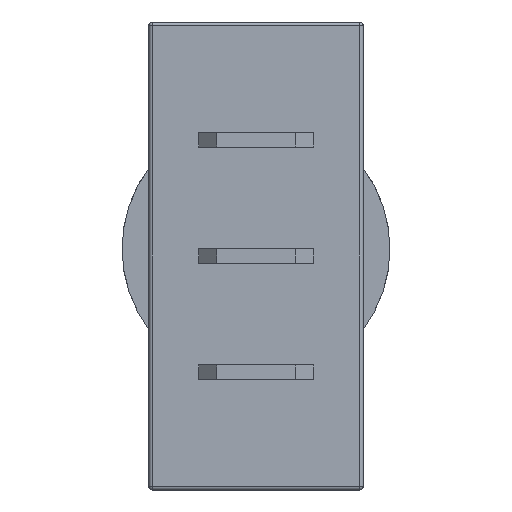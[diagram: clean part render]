
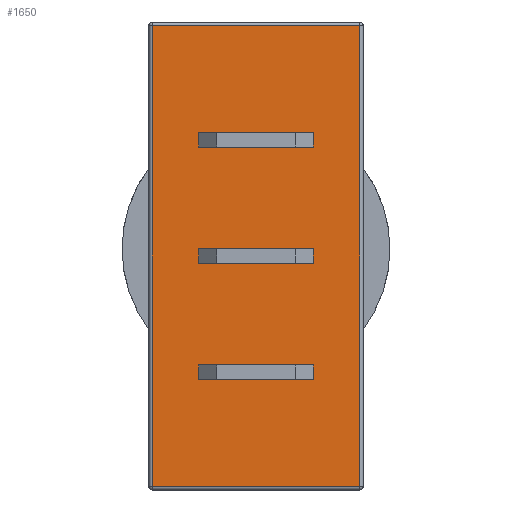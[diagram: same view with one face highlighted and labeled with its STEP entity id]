
A CAD part, front view. The second image highlights one B-rep face of the part: STEP entity #1650.
In plain terms, the highlighted planar face has unit normal (0, -1, 0).
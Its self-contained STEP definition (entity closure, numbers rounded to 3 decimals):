
#287=LINE('',#2420,#391);
#289=LINE('',#2428,#393);
#291=LINE('',#2438,#395);
#293=LINE('',#2447,#397);
#306=LINE('',#2484,#410);
#307=LINE('',#2486,#411);
#308=LINE('',#2488,#412);
#309=LINE('',#2489,#413);
#310=LINE('',#2492,#414);
#311=LINE('',#2494,#415);
#312=LINE('',#2496,#416);
#313=LINE('',#2497,#417);
#314=LINE('',#2500,#418);
#315=LINE('',#2502,#419);
#316=LINE('',#2504,#420);
#317=LINE('',#2505,#421);
#391=VECTOR('',#1950,10.);
#393=VECTOR('',#1958,10.);
#395=VECTOR('',#1970,10.);
#397=VECTOR('',#1982,10.);
#410=VECTOR('',#2019,10.);
#411=VECTOR('',#2020,10.);
#412=VECTOR('',#2021,10.);
#413=VECTOR('',#2022,10.);
#414=VECTOR('',#2023,10.);
#415=VECTOR('',#2024,10.);
#416=VECTOR('',#2025,10.);
#417=VECTOR('',#2026,10.);
#418=VECTOR('',#2027,10.);
#419=VECTOR('',#2028,10.);
#420=VECTOR('',#2029,10.);
#421=VECTOR('',#2030,10.);
#526=FACE_BOUND('',#645,.T.);
#527=FACE_BOUND('',#646,.T.);
#528=FACE_BOUND('',#647,.T.);
#556=FACE_OUTER_BOUND('',#644,.T.);
#644=EDGE_LOOP('',(#1231,#1232,#1233,#1234));
#645=EDGE_LOOP('',(#1235,#1236,#1237,#1238));
#646=EDGE_LOOP('',(#1239,#1240,#1241,#1242));
#647=EDGE_LOOP('',(#1243,#1244,#1245,#1246));
#830=VERTEX_POINT('',#2417);
#831=VERTEX_POINT('',#2419);
#834=VERTEX_POINT('',#2427);
#837=VERTEX_POINT('',#2437);
#850=VERTEX_POINT('',#2482);
#851=VERTEX_POINT('',#2483);
#852=VERTEX_POINT('',#2485);
#853=VERTEX_POINT('',#2487);
#854=VERTEX_POINT('',#2490);
#855=VERTEX_POINT('',#2491);
#856=VERTEX_POINT('',#2493);
#857=VERTEX_POINT('',#2495);
#858=VERTEX_POINT('',#2498);
#859=VERTEX_POINT('',#2499);
#860=VERTEX_POINT('',#2501);
#861=VERTEX_POINT('',#2503);
#969=EDGE_CURVE('',#830,#831,#287,.T.);
#973=EDGE_CURVE('',#831,#834,#289,.T.);
#978=EDGE_CURVE('',#834,#837,#291,.T.);
#983=EDGE_CURVE('',#837,#830,#293,.T.);
#1001=EDGE_CURVE('',#850,#851,#306,.T.);
#1002=EDGE_CURVE('',#851,#852,#307,.T.);
#1003=EDGE_CURVE('',#852,#853,#308,.T.);
#1004=EDGE_CURVE('',#853,#850,#309,.T.);
#1005=EDGE_CURVE('',#854,#855,#310,.T.);
#1006=EDGE_CURVE('',#855,#856,#311,.T.);
#1007=EDGE_CURVE('',#856,#857,#312,.T.);
#1008=EDGE_CURVE('',#857,#854,#313,.T.);
#1009=EDGE_CURVE('',#858,#859,#314,.T.);
#1010=EDGE_CURVE('',#859,#860,#315,.T.);
#1011=EDGE_CURVE('',#860,#861,#316,.T.);
#1012=EDGE_CURVE('',#861,#858,#317,.T.);
#1231=ORIENTED_EDGE('',*,*,#969,.F.);
#1232=ORIENTED_EDGE('',*,*,#983,.F.);
#1233=ORIENTED_EDGE('',*,*,#978,.F.);
#1234=ORIENTED_EDGE('',*,*,#973,.F.);
#1235=ORIENTED_EDGE('',*,*,#1001,.T.);
#1236=ORIENTED_EDGE('',*,*,#1002,.T.);
#1237=ORIENTED_EDGE('',*,*,#1003,.T.);
#1238=ORIENTED_EDGE('',*,*,#1004,.T.);
#1239=ORIENTED_EDGE('',*,*,#1005,.T.);
#1240=ORIENTED_EDGE('',*,*,#1006,.T.);
#1241=ORIENTED_EDGE('',*,*,#1007,.T.);
#1242=ORIENTED_EDGE('',*,*,#1008,.T.);
#1243=ORIENTED_EDGE('',*,*,#1009,.T.);
#1244=ORIENTED_EDGE('',*,*,#1010,.T.);
#1245=ORIENTED_EDGE('',*,*,#1011,.T.);
#1246=ORIENTED_EDGE('',*,*,#1012,.T.);
#1600=PLANE('',#1778);
#1650=ADVANCED_FACE('',(#556,#526,#527,#528),#1600,.F.);
#1778=AXIS2_PLACEMENT_3D('',#2481,#2017,#2018);
#1950=DIRECTION('',(-1.,0.,0.));
#1958=DIRECTION('',(0.,0.,1.));
#1970=DIRECTION('',(1.,0.,0.));
#1982=DIRECTION('',(0.,0.,-1.));
#2017=DIRECTION('center_axis',(0.,1.,0.));
#2018=DIRECTION('ref_axis',(0.,0.,1.));
#2019=DIRECTION('',(-1.,0.,0.));
#2020=DIRECTION('',(0.,0.,1.));
#2021=DIRECTION('',(1.,0.,0.));
#2022=DIRECTION('',(0.,0.,-1.));
#2023=DIRECTION('',(0.,0.,-1.));
#2024=DIRECTION('',(-1.,0.,0.));
#2025=DIRECTION('',(0.,0.,1.));
#2026=DIRECTION('',(1.,0.,0.));
#2027=DIRECTION('',(-1.,0.,0.));
#2028=DIRECTION('',(0.,0.,1.));
#2029=DIRECTION('',(1.,0.,0.));
#2030=DIRECTION('',(0.,0.,-1.));
#2417=CARTESIAN_POINT('',(5.8,0.,-12.9));
#2419=CARTESIAN_POINT('',(-5.8,0.,-12.9));
#2420=CARTESIAN_POINT('',(3.,0.,-12.9));
#2427=CARTESIAN_POINT('',(-5.8,0.,12.9));
#2428=CARTESIAN_POINT('',(-5.8,0.,-6.55));
#2437=CARTESIAN_POINT('',(5.8,0.,12.9));
#2438=CARTESIAN_POINT('',(-3.,0.,12.9));
#2447=CARTESIAN_POINT('',(5.8,0.,6.55));
#2481=CARTESIAN_POINT('Origin',(0.,0.,0.));
#2482=CARTESIAN_POINT('',(3.2,0.,6.1));
#2483=CARTESIAN_POINT('',(-3.2,0.,6.1));
#2484=CARTESIAN_POINT('',(-1.6,0.,6.1));
#2485=CARTESIAN_POINT('',(-3.2,0.,6.9));
#2486=CARTESIAN_POINT('',(-3.2,0.,3.45));
#2487=CARTESIAN_POINT('',(3.2,0.,6.9));
#2488=CARTESIAN_POINT('',(1.6,0.,6.9));
#2489=CARTESIAN_POINT('',(3.2,0.,3.05));
#2490=CARTESIAN_POINT('',(3.2,0.,0.4));
#2491=CARTESIAN_POINT('',(3.2,0.,-0.4));
#2492=CARTESIAN_POINT('',(3.2,0.,-0.2));
#2493=CARTESIAN_POINT('',(-3.2,0.,-0.4));
#2494=CARTESIAN_POINT('',(-1.6,0.,-0.4));
#2495=CARTESIAN_POINT('',(-3.2,0.,0.4));
#2496=CARTESIAN_POINT('',(-3.2,0.,0.2));
#2497=CARTESIAN_POINT('',(1.6,0.,0.4));
#2498=CARTESIAN_POINT('',(3.2,0.,-6.9));
#2499=CARTESIAN_POINT('',(-3.2,0.,-6.9));
#2500=CARTESIAN_POINT('',(-1.6,0.,-6.9));
#2501=CARTESIAN_POINT('',(-3.2,0.,-6.1));
#2502=CARTESIAN_POINT('',(-3.2,0.,-3.05));
#2503=CARTESIAN_POINT('',(3.2,0.,-6.1));
#2504=CARTESIAN_POINT('',(1.6,0.,-6.1));
#2505=CARTESIAN_POINT('',(3.2,0.,-3.45));
